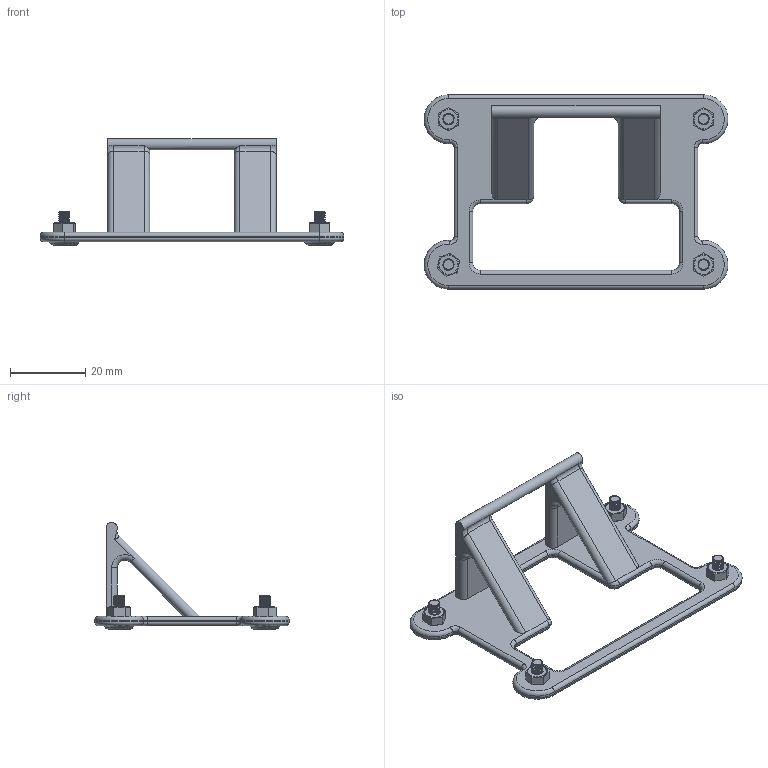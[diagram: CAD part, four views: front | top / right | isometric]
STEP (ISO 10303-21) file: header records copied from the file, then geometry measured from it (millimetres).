
FILE_DESCRIPTION(/* description */ (''),/* implementation_level */ '2;1');
FILE_NAME(/* name */ 'OLED_SUPPORT_ALL.stp',/* time_stamp */ '2020-08-29T18:13:58+02:00',/* author */ ('franc'),/* organization */ (''),/* preprocessor_version */ 'ST-DEVELOPER v18.1',/* originating_system */ 'Autodesk Inventor 2020',/* authorisation */ '');
FILE_SCHEMA (('AUTOMOTIVE_DESIGN { 1 0 10303 214 3 1 1 }'));
Length unit declared in the file: millimetre
Products named in the file (4): Assembly1; suppotoOLED; M3 Nut; screw M3 6mm 
Assembly tree (9 placements, depth 2):
  Assembly1
    M3 Nut  x4
    screw M3 6mm   x4
    suppotoOLED
Bounding box: 80.98 x 51.8 x 28.5 mm (x, y, z)
Volume: 9646 mm3; surface area: 9285.8 mm2
Topology: 13 solids, 13 shells, 589 faces, 1625 edges, 1066 vertices
Faces by surface type: cylinder 191, bspline 190, plane 130, torus 50, cone 28
Full cylindrical faces by diameter (mm): 2.356 x44, 2.5 x16, 2.927 x44, 3 x5, 5 x4
Entity records: 17570 total; most frequent: CARTESIAN_POINT 11498, ORIENTED_EDGE 1324, DIRECTION 1114, EDGE_CURVE 662, AXIS2_PLACEMENT_3D 442, VERTEX_POINT 421, EDGE_LOOP 269, FACE_OUTER_BOUND 250
